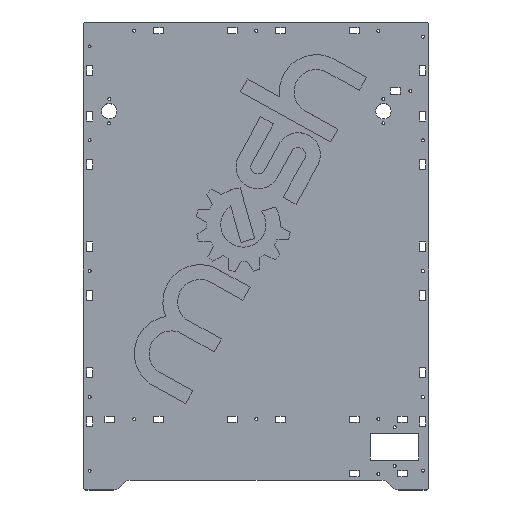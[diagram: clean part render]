
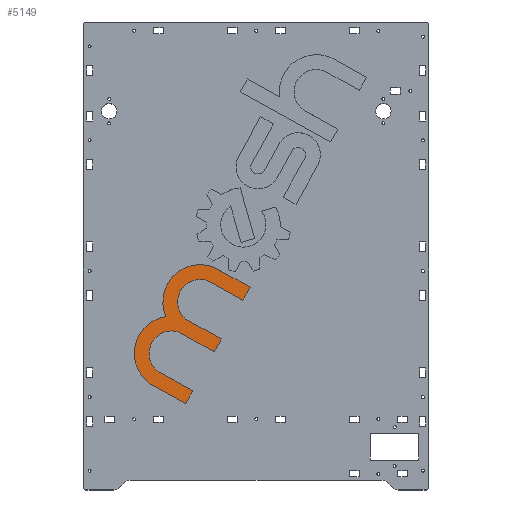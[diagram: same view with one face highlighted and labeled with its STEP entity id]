
A CAD part, top view. The second image highlights one B-rep face of the part: STEP entity #5149.
In plain terms, the highlighted face is planar.
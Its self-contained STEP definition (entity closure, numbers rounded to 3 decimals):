
#361=CIRCLE('',#5553,23.206);
#362=CIRCLE('',#5558,23.206);
#363=CIRCLE('',#5563,38.483);
#364=CIRCLE('',#5565,38.483);
#597=FACE_OUTER_BOUND('',#942,.T.);
#942=EDGE_LOOP('',(#4733,#4734,#4735,#4736,#4737,#4738,#4739,#4740,#4741,
#4742,#4743,#4744,#4745));
#1480=LINE('',#8365,#2037);
#1482=LINE('',#8369,#2039);
#1484=LINE('',#8373,#2041);
#1487=LINE('',#8381,#2044);
#1489=LINE('',#8385,#2046);
#1491=LINE('',#8389,#2048);
#1495=LINE('',#8401,#2052);
#1497=LINE('',#8405,#2054);
#1499=LINE('',#8408,#2056);
#2037=VECTOR('',#6892,42.353);
#2039=VECTOR('',#6896,15.25);
#2041=VECTOR('',#6900,42.353);
#2044=VECTOR('',#6909,40.665);
#2046=VECTOR('',#6913,15.26);
#2048=VECTOR('',#6917,41.671);
#2052=VECTOR('',#6931,41.671);
#2054=VECTOR('',#6935,15.26);
#2056=VECTOR('',#6939,40.665);
#2546=VERTEX_POINT('',#8358);
#2547=VERTEX_POINT('',#8359);
#2548=VERTEX_POINT('',#8364);
#2549=VERTEX_POINT('',#8368);
#2550=VERTEX_POINT('',#8372);
#2551=VERTEX_POINT('',#8376);
#2552=VERTEX_POINT('',#8380);
#2553=VERTEX_POINT('',#8384);
#2554=VERTEX_POINT('',#8388);
#2555=VERTEX_POINT('',#8392);
#2556=VERTEX_POINT('',#8396);
#2557=VERTEX_POINT('',#8400);
#2558=VERTEX_POINT('',#8404);
#3262=EDGE_CURVE('',#2546,#2547,#361,.T.);
#3265=EDGE_CURVE('',#2547,#2548,#1480,.T.);
#3267=EDGE_CURVE('',#2548,#2549,#1482,.T.);
#3269=EDGE_CURVE('',#2549,#2550,#1484,.T.);
#3271=EDGE_CURVE('',#2550,#2551,#362,.T.);
#3273=EDGE_CURVE('',#2551,#2552,#1487,.T.);
#3275=EDGE_CURVE('',#2552,#2553,#1489,.T.);
#3277=EDGE_CURVE('',#2553,#2554,#1491,.T.);
#3279=EDGE_CURVE('',#2554,#2555,#363,.T.);
#3281=EDGE_CURVE('',#2555,#2556,#364,.T.);
#3283=EDGE_CURVE('',#2556,#2557,#1495,.T.);
#3285=EDGE_CURVE('',#2557,#2558,#1497,.T.);
#3287=EDGE_CURVE('',#2558,#2546,#1499,.T.);
#4733=ORIENTED_EDGE('',*,*,#3262,.T.);
#4734=ORIENTED_EDGE('',*,*,#3265,.T.);
#4735=ORIENTED_EDGE('',*,*,#3267,.T.);
#4736=ORIENTED_EDGE('',*,*,#3269,.T.);
#4737=ORIENTED_EDGE('',*,*,#3271,.T.);
#4738=ORIENTED_EDGE('',*,*,#3273,.T.);
#4739=ORIENTED_EDGE('',*,*,#3275,.T.);
#4740=ORIENTED_EDGE('',*,*,#3277,.T.);
#4741=ORIENTED_EDGE('',*,*,#3279,.T.);
#4742=ORIENTED_EDGE('',*,*,#3281,.T.);
#4743=ORIENTED_EDGE('',*,*,#3283,.T.);
#4744=ORIENTED_EDGE('',*,*,#3285,.T.);
#4745=ORIENTED_EDGE('',*,*,#3287,.T.);
#4916=PLANE('',#5569);
#5149=ADVANCED_FACE('',(#597),#4916,.T.);
#5553=AXIS2_PLACEMENT_3D('',#8360,#6886,#6887);
#5558=AXIS2_PLACEMENT_3D('',#8377,#6904,#6905);
#5563=AXIS2_PLACEMENT_3D('',#8393,#6921,#6922);
#5565=AXIS2_PLACEMENT_3D('',#8397,#6926,#6927);
#5569=AXIS2_PLACEMENT_3D('',#8409,#6940,#6941);
#6886=DIRECTION('center_axis',(-1.,0.,0.));
#6887=DIRECTION('ref_axis',(0.,0.,-1.));
#6892=DIRECTION('',(0.,-0.485,-0.875));
#6896=DIRECTION('',(0.,0.875,-0.485));
#6900=DIRECTION('',(0.,0.485,0.875));
#6904=DIRECTION('center_axis',(-1.,0.,0.));
#6905=DIRECTION('ref_axis',(0.,0.,-1.));
#6909=DIRECTION('',(0.,-0.485,-0.875));
#6913=DIRECTION('',(0.,0.875,-0.485));
#6917=DIRECTION('',(0.,0.485,0.875));
#6921=DIRECTION('center_axis',(1.,0.,0.));
#6922=DIRECTION('ref_axis',(0.,0.,-1.));
#6926=DIRECTION('center_axis',(1.,0.,0.));
#6927=DIRECTION('ref_axis',(0.,0.,-1.));
#6931=DIRECTION('',(0.,-0.485,-0.875));
#6935=DIRECTION('',(0.,0.875,-0.485));
#6939=DIRECTION('',(0.,0.485,0.875));
#6940=DIRECTION('center_axis',(1.,0.,0.));
#6941=DIRECTION('ref_axis',(0.,0.,-1.));
#8358=CARTESIAN_POINT('',(0.,96.235,100.79));
#8359=CARTESIAN_POINT('',(0.,137.09,80.073));
#8360=CARTESIAN_POINT('Origin',(0.,114.972,87.099));
#8364=CARTESIAN_POINT('',(0.,116.557,43.031));
#8365=CARTESIAN_POINT('',(0.,137.09,80.073));
#8368=CARTESIAN_POINT('',(0.,129.894,35.638));
#8369=CARTESIAN_POINT('',(0.,116.557,43.031));
#8372=CARTESIAN_POINT('',(0.,150.427,72.68));
#8373=CARTESIAN_POINT('',(0.,129.894,35.638));
#8376=CARTESIAN_POINT('',(0.,189.645,49.012));
#8377=CARTESIAN_POINT('Origin',(0.,168.105,57.646));
#8380=CARTESIAN_POINT('',(0.,169.931,13.445));
#8381=CARTESIAN_POINT('',(0.,189.645,49.012));
#8384=CARTESIAN_POINT('',(0.,183.277,6.047));
#8385=CARTESIAN_POINT('',(0.,169.931,13.445));
#8388=CARTESIAN_POINT('',(0.,203.48,42.494));
#8389=CARTESIAN_POINT('',(0.,183.277,6.047));
#8392=CARTESIAN_POINT('',(0.,152.994,93.039));
#8393=CARTESIAN_POINT('Origin',(0.,168.105,57.646));
#8396=CARTESIAN_POINT('',(0.,83.376,109.068));
#8397=CARTESIAN_POINT('Origin',(0.,114.972,87.099));
#8400=CARTESIAN_POINT('',(0.,63.174,72.622));
#8401=CARTESIAN_POINT('',(0.,83.376,109.068));
#8404=CARTESIAN_POINT('',(0.,76.52,65.223));
#8405=CARTESIAN_POINT('',(0.,63.174,72.622));
#8408=CARTESIAN_POINT('',(0.,76.52,65.223));
#8409=CARTESIAN_POINT('Origin',(0.,114.972,87.099));
